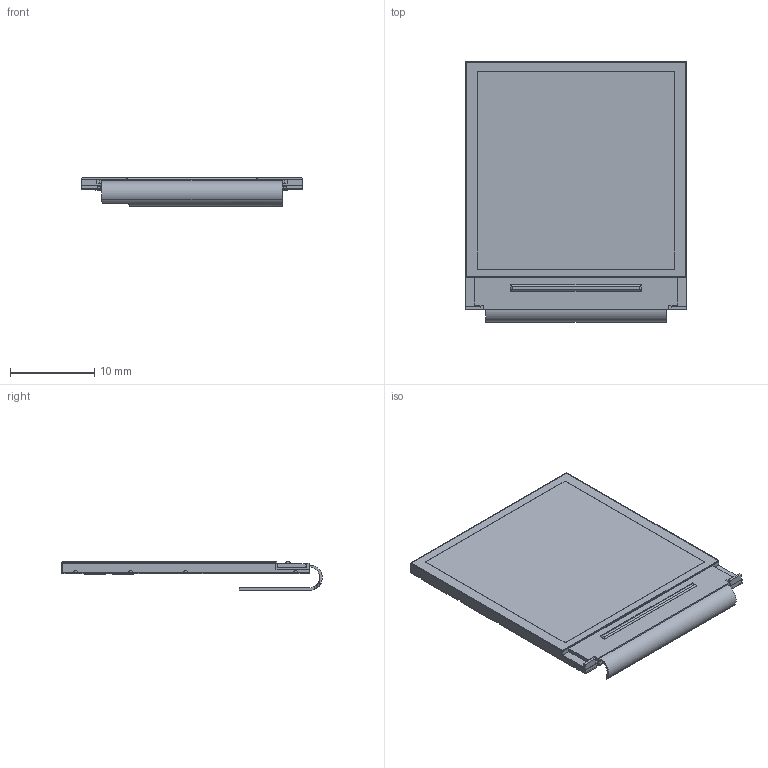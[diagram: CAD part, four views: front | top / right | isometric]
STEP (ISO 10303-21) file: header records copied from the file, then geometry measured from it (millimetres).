
FILE_DESCRIPTION(/* description */ ('Unknown'),/* implementation_level */ '2;1');
FILE_NAME(/* name */ '1.3 TFT IPS - 24 Pin - Socket Revers Mount',/* time_stamp */ '2019-10-07T18:09:32-04:00',/* author */ ('John Loeffler'),/* organization */ ('Unknown'),/* preprocessor_version */ 'ST-DEVELOPER v16.7',/* originating_system */ 'DEX',/* authorisation */ $);
FILE_SCHEMA (('AUTOMOTIVE_DESIGN {1 0 10303 214 3 1 1}'));
Length unit declared in the file: millimetre
Products named in the file (1): 1.3 TFT IPS - 24 Pin - Socket Revers Mount
Bounding box: 26.24 x 30.81 x 3.38 mm (x, y, z)
Volume: 1133.1 mm3; surface area: 2384.9 mm2
Topology: 1 solids, 21 shells, 718 faces, 1865 edges, 1216 vertices
Faces by surface type: plane 595, bspline 74, cylinder 49
Entity records: 29696 total; most frequent: CARTESIAN_POINT 8381, ORIENTED_EDGE 3702, DIRECTION 2696, EDGE_CURVE 1851, VERTEX_POINT 1216, LINE 994, VECTOR 994, AXIS2_PLACEMENT_3D 851
